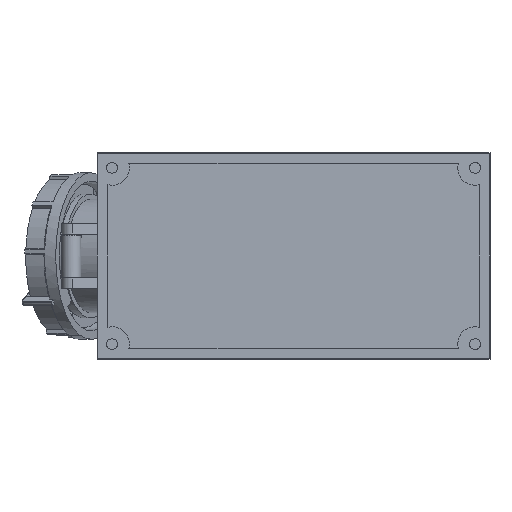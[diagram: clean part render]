
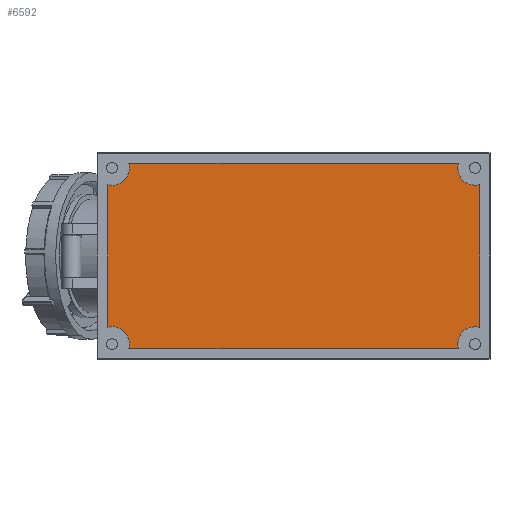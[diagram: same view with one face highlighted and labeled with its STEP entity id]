
A CAD part, front view. The second image highlights one B-rep face of the part: STEP entity #6592.
In plain terms, the highlighted planar face has unit normal (0, -1, 0).
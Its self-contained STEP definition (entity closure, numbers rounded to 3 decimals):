
#29 = FACE_OUTER_BOUND ( 'NONE', #30073, .T. ) ;
#684 = ORIENTED_EDGE ( 'NONE', *, *, #9515, .T. ) ;
#830 = LINE ( 'NONE', #10226, #34478 ) ;
#1504 = DIRECTION ( 'NONE',  ( 0., 0., 1. ) ) ;
#2122 = VECTOR ( 'NONE', #21561, 1000. ) ;
#3051 = PLANE ( 'NONE',  #36825 ) ;
#4217 = DIRECTION ( 'NONE',  ( 1., 0., 0. ) ) ;
#4378 = CARTESIAN_POINT ( 'NONE',  ( -94.318, 1., 53. ) ) ;
#4910 = DIRECTION ( 'NONE',  ( 1., 0., 0. ) ) ;
#5086 = CARTESIAN_POINT ( 'NONE',  ( 104., 1., 50.5 ) ) ;
#5114 = LINE ( 'NONE', #31126, #11792 ) ;
#5206 = ORIENTED_EDGE ( 'NONE', *, *, #9737, .T. ) ;
#5498 = DIRECTION ( 'NONE',  ( 0., 1., 0. ) ) ;
#6049 = VERTEX_POINT ( 'NONE', #27120 ) ;
#6063 = ORIENTED_EDGE ( 'NONE', *, *, #28159, .T. ) ;
#6382 = CARTESIAN_POINT ( 'NONE',  ( -104., 1., 50.5 ) ) ;
#6592 = ADVANCED_FACE ( 'NONE', ( #29 ), #3051, .F. ) ;
#6828 = CARTESIAN_POINT ( 'NONE',  ( -104., 1., -50.5 ) ) ;
#7424 = ORIENTED_EDGE ( 'NONE', *, *, #36626, .T. ) ;
#7742 = CIRCLE ( 'NONE', #8336, 10. ) ;
#7775 = AXIS2_PLACEMENT_3D ( 'NONE', #5086, #14324, #36766 ) ;
#8336 = AXIS2_PLACEMENT_3D ( 'NONE', #22306, #5498, #8702 ) ;
#8702 = DIRECTION ( 'NONE',  ( -1., 0., 0. ) ) ;
#9078 = VERTEX_POINT ( 'NONE', #31283 ) ;
#9515 = EDGE_CURVE ( 'NONE', #10236, #26473, #29845, .T. ) ;
#9737 = EDGE_CURVE ( 'NONE', #10148, #27033, #5114, .T. ) ;
#10038 = CARTESIAN_POINT ( 'NONE',  ( -94.318, 1., 53. ) ) ;
#10148 = VERTEX_POINT ( 'NONE', #31460 ) ;
#10226 = CARTESIAN_POINT ( 'NONE',  ( -94.318, 1., -53. ) ) ;
#10236 = VERTEX_POINT ( 'NONE', #25627 ) ;
#10413 = CARTESIAN_POINT ( 'NONE',  ( -94., 1., 50.5 ) ) ;
#10644 = ORIENTED_EDGE ( 'NONE', *, *, #24937, .T. ) ;
#10935 = CARTESIAN_POINT ( 'NONE',  ( -104., 1., 50.5 ) ) ;
#11435 = ORIENTED_EDGE ( 'NONE', *, *, #28444, .T. ) ;
#11792 = VECTOR ( 'NONE', #27579, 1000. ) ;
#12221 = DIRECTION ( 'NONE',  ( 0., 1., 0. ) ) ;
#12580 = AXIS2_PLACEMENT_3D ( 'NONE', #10935, #31108, #4910 ) ;
#12581 = CIRCLE ( 'NONE', #26420, 10. ) ;
#12740 = VERTEX_POINT ( 'NONE', #36128 ) ;
#12777 = ORIENTED_EDGE ( 'NONE', *, *, #27703, .T. ) ;
#14324 = DIRECTION ( 'NONE',  ( 0., 1., 0. ) ) ;
#14350 = DIRECTION ( 'NONE',  ( 0., 1., 0. ) ) ;
#15403 = CIRCLE ( 'NONE', #21411, 10. ) ;
#17141 = EDGE_CURVE ( 'NONE', #6049, #31695, #15403, .T. ) ;
#18039 = CARTESIAN_POINT ( 'NONE',  ( -94., 1., -50.5 ) ) ;
#18203 = VECTOR ( 'NONE', #1504, 1000. ) ;
#20159 = VERTEX_POINT ( 'NONE', #18039 ) ;
#20575 = DIRECTION ( 'NONE',  ( 0., 0., -1. ) ) ;
#21411 = AXIS2_PLACEMENT_3D ( 'NONE', #24991, #22352, #22172 ) ;
#21561 = DIRECTION ( 'NONE',  ( -1., 0., 0. ) ) ;
#22172 = DIRECTION ( 'NONE',  ( 1., 0., 0. ) ) ;
#22306 = CARTESIAN_POINT ( 'NONE',  ( -104., 1., -50.5 ) ) ;
#22352 = DIRECTION ( 'NONE',  ( 0., 1., 0. ) ) ;
#23055 = EDGE_CURVE ( 'NONE', #20159, #9078, #12581, .T. ) ;
#23732 = DIRECTION ( 'NONE',  ( 1., 0., 0. ) ) ;
#24937 = EDGE_CURVE ( 'NONE', #26473, #32310, #37241, .T. ) ;
#24991 = CARTESIAN_POINT ( 'NONE',  ( 104., 1., -50.5 ) ) ;
#25464 = AXIS2_PLACEMENT_3D ( 'NONE', #6382, #12221, #23732 ) ;
#25567 = ORIENTED_EDGE ( 'NONE', *, *, #23055, .T. ) ;
#25627 = CARTESIAN_POINT ( 'NONE',  ( 94.318, 1., 53. ) ) ;
#26420 = AXIS2_PLACEMENT_3D ( 'NONE', #6828, #30198, #29638 ) ;
#26473 = VERTEX_POINT ( 'NONE', #4378 ) ;
#26976 = CARTESIAN_POINT ( 'NONE',  ( 106.5, 1., -40.818 ) ) ;
#27033 = VERTEX_POINT ( 'NONE', #33460 ) ;
#27120 = CARTESIAN_POINT ( 'NONE',  ( 94.318, 1., -53. ) ) ;
#27579 = DIRECTION ( 'NONE',  ( 0., 0., -1. ) ) ;
#27703 = EDGE_CURVE ( 'NONE', #31695, #12740, #29790, .T. ) ;
#28159 = EDGE_CURVE ( 'NONE', #32310, #10148, #32090, .T. ) ;
#28444 = EDGE_CURVE ( 'NONE', #9078, #6049, #830, .T. ) ;
#29638 = DIRECTION ( 'NONE',  ( -1., 0., 0. ) ) ;
#29790 = LINE ( 'NONE', #26976, #18203 ) ;
#29845 = LINE ( 'NONE', #10038, #2122 ) ;
#30073 = EDGE_LOOP ( 'NONE', ( #684, #10644, #6063, #5206, #33886, #25567, #11435, #34334, #12777, #7424 ) ) ;
#30198 = DIRECTION ( 'NONE',  ( 0., 1., 0. ) ) ;
#31108 = DIRECTION ( 'NONE',  ( 0., 1., 0. ) ) ;
#31126 = CARTESIAN_POINT ( 'NONE',  ( -106.5, 1., -40.818 ) ) ;
#31283 = CARTESIAN_POINT ( 'NONE',  ( -94.318, 1., -53. ) ) ;
#31460 = CARTESIAN_POINT ( 'NONE',  ( -106.5, 1., 40.818 ) ) ;
#31695 = VERTEX_POINT ( 'NONE', #36559 ) ;
#31884 = CARTESIAN_POINT ( 'NONE',  ( -104., 1., -50.5 ) ) ;
#32090 = CIRCLE ( 'NONE', #25464, 10. ) ;
#32310 = VERTEX_POINT ( 'NONE', #10413 ) ;
#33460 = CARTESIAN_POINT ( 'NONE',  ( -106.5, 1., -40.818 ) ) ;
#33886 = ORIENTED_EDGE ( 'NONE', *, *, #36169, .T. ) ;
#34334 = ORIENTED_EDGE ( 'NONE', *, *, #17141, .T. ) ;
#34478 = VECTOR ( 'NONE', #4217, 1000. ) ;
#36128 = CARTESIAN_POINT ( 'NONE',  ( 106.5, 1., 40.818 ) ) ;
#36169 = EDGE_CURVE ( 'NONE', #27033, #20159, #7742, .T. ) ;
#36559 = CARTESIAN_POINT ( 'NONE',  ( 106.5, 1., -40.818 ) ) ;
#36626 = EDGE_CURVE ( 'NONE', #12740, #10236, #37281, .T. ) ;
#36766 = DIRECTION ( 'NONE',  ( -1., 0., 0. ) ) ;
#36825 = AXIS2_PLACEMENT_3D ( 'NONE', #31884, #14350, #20575 ) ;
#37241 = CIRCLE ( 'NONE', #12580, 10. ) ;
#37281 = CIRCLE ( 'NONE', #7775, 10. ) ;
